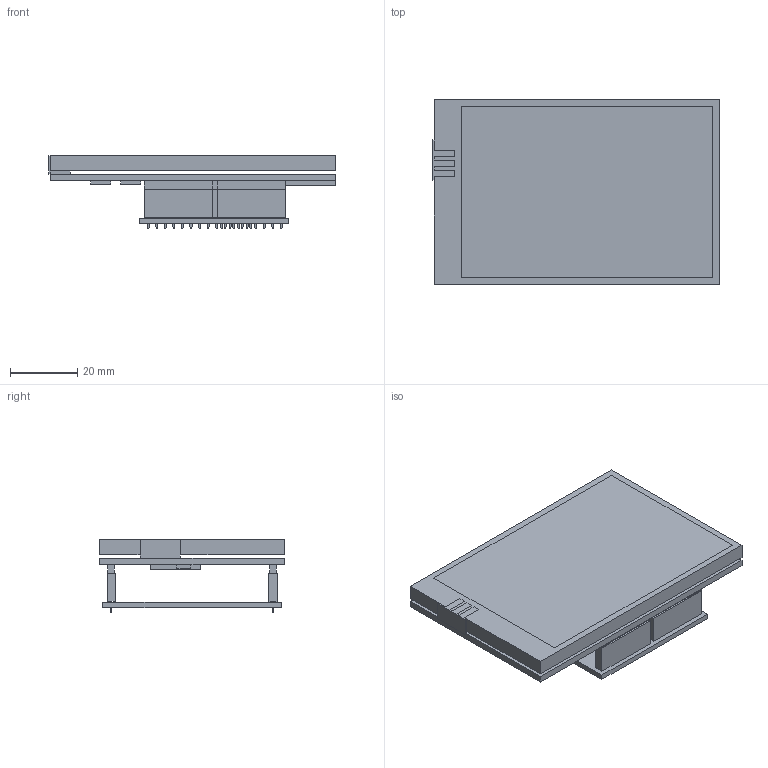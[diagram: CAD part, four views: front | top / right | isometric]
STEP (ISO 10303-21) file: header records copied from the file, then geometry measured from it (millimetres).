
FILE_DESCRIPTION(('KiCad electronic assembly'),'2;1');
FILE_NAME('uno_display_connector.step','2023-08-21T08:41:04',( 'An Author'),('A Company'),'Open CASCADE STEP processor 6.9', 'KiCad to STEP converter','Unknown');
FILE_SCHEMA(('AUTOMOTIVE_DESIGN { 1 0 10303 214 1 1 1 1 }'));
Length unit declared in the file: millimetre
Products named in the file (8): Open CASCADE STEP translator 6.9 1; myPinSocket_1x08; SOLID; myPinSocket_1x06; UNO_3.5_TFT; COMPOUND
Assembly tree (9 placements, depth 3):
  Open CASCADE STEP translator 6.9 1
    myPinSocket_1x08  x2
      SOLID
    myPinSocket_1x06  x2
      SOLID
    UNO_3.5_TFT
      COMPOUND
    COMPOUND
Bounding box: 85.5 x 55 x 21.7 mm (x, y, z)
Volume: 36448 mm3; surface area: 33279.5 mm2
Topology: 44 solids, 44 shells, 1164 faces, 2864 edges, 1872 vertices
Faces by surface type: plane 1064, cylinder 100
Full cylindrical faces by diameter (mm): 0.8 x1, 0.9 x99
Entity records: 48851 total; most frequent: CARTESIAN_POINT 9944, DIRECTION 6560, LINE 4576, VECTOR 4576, ORIENTED_EDGE 3392, PCURVE 3392, DEFINITIONAL_REPRESENTATION 3392, EDGE_CURVE 1696
